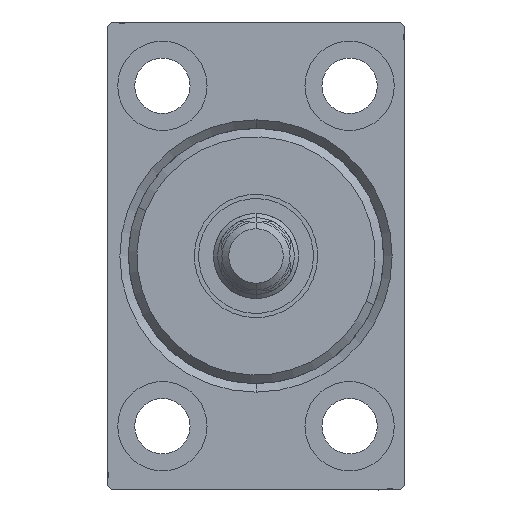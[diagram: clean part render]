
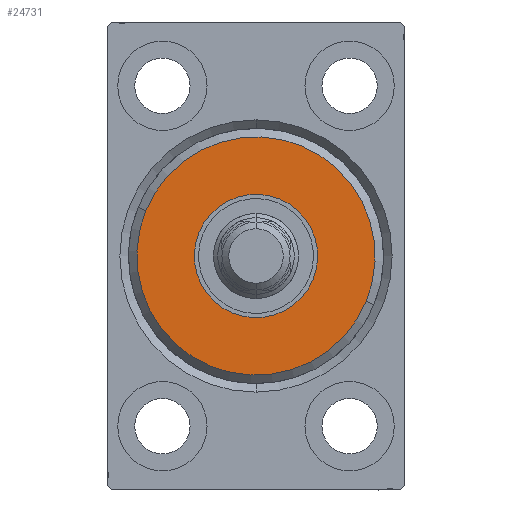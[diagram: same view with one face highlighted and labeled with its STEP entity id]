
A CAD part, left-side view. The second image highlights one B-rep face of the part: STEP entity #24731.
In plain terms, the highlighted face is planar.
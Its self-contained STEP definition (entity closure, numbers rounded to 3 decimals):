
#913 = DIRECTION ( 'NONE',  ( 1., 0., 0. ) ) ;
#920 = ORIENTED_EDGE ( 'NONE', *, *, #31460, .T. ) ;
#3861 = CARTESIAN_POINT ( 'NONE',  ( 3., 0., 0. ) ) ;
#4074 = CARTESIAN_POINT ( 'NONE',  ( 3., 0., 14. ) ) ;
#6444 = AXIS2_PLACEMENT_3D ( 'NONE', #24966, #913, #14618 ) ;
#8402 = DIRECTION ( 'NONE',  ( 1., 0., 0. ) ) ;
#9701 = ORIENTED_EDGE ( 'NONE', *, *, #33382, .F. ) ;
#11400 = DIRECTION ( 'NONE',  ( 1., 0., 0. ) ) ;
#13729 = EDGE_CURVE ( 'NONE', #33084, #30123, #15770, .T. ) ;
#14618 = DIRECTION ( 'NONE',  ( 0., 0., -1. ) ) ;
#14791 = EDGE_CURVE ( 'NONE', #34674, #20199, #37328, .T. ) ;
#15770 = CIRCLE ( 'NONE', #6444, 14. ) ;
#17558 = DIRECTION ( 'NONE',  ( 0., 0., -1. ) ) ;
#17585 = DIRECTION ( 'NONE',  ( 1., 0., 0. ) ) ;
#17812 = CARTESIAN_POINT ( 'NONE',  ( 3., 0., 0. ) ) ;
#18227 = FACE_OUTER_BOUND ( 'NONE', #33271, .T. ) ;
#20199 = VERTEX_POINT ( 'NONE', #22288 ) ;
#21342 = CARTESIAN_POINT ( 'NONE',  ( 3., 0., -14. ) ) ;
#22288 = CARTESIAN_POINT ( 'NONE',  ( 3., 0., 7.25 ) ) ;
#22900 = EDGE_LOOP ( 'NONE', ( #36491, #9701 ) ) ;
#24057 = CIRCLE ( 'NONE', #27626, 7.25 ) ;
#24731 = ADVANCED_FACE ( 'NONE', ( #18227, #41647 ), #31956, .T. ) ;
#24966 = CARTESIAN_POINT ( 'NONE',  ( 3., 0., 0. ) ) ;
#24968 = ORIENTED_EDGE ( 'NONE', *, *, #13729, .T. ) ;
#27626 = AXIS2_PLACEMENT_3D ( 'NONE', #17812, #17585, #27934 ) ;
#27934 = DIRECTION ( 'NONE',  ( 0., 0., -1. ) ) ;
#28125 = DIRECTION ( 'NONE',  ( 1., 0., 0. ) ) ;
#28268 = DIRECTION ( 'NONE',  ( 0., 0., -1. ) ) ;
#29319 = DIRECTION ( 'NONE',  ( 0., 0., -1. ) ) ;
#30123 = VERTEX_POINT ( 'NONE', #21342 ) ;
#31460 = EDGE_CURVE ( 'NONE', #30123, #33084, #36232, .T. ) ;
#31956 = PLANE ( 'NONE',  #39680 ) ;
#32324 = CARTESIAN_POINT ( 'NONE',  ( 3., 0., 0. ) ) ;
#33084 = VERTEX_POINT ( 'NONE', #4074 ) ;
#33271 = EDGE_LOOP ( 'NONE', ( #24968, #920 ) ) ;
#33382 = EDGE_CURVE ( 'NONE', #20199, #34674, #24057, .T. ) ;
#34674 = VERTEX_POINT ( 'NONE', #37107 ) ;
#36232 = CIRCLE ( 'NONE', #38373, 14. ) ;
#36285 = CARTESIAN_POINT ( 'NONE',  ( 3., 0., 0. ) ) ;
#36491 = ORIENTED_EDGE ( 'NONE', *, *, #14791, .F. ) ;
#37107 = CARTESIAN_POINT ( 'NONE',  ( 3., 0., -7.25 ) ) ;
#37328 = CIRCLE ( 'NONE', #38766, 7.25 ) ;
#38373 = AXIS2_PLACEMENT_3D ( 'NONE', #32324, #11400, #28268 ) ;
#38766 = AXIS2_PLACEMENT_3D ( 'NONE', #36285, #8402, #29319 ) ;
#39680 = AXIS2_PLACEMENT_3D ( 'NONE', #3861, #28125, #17558 ) ;
#41647 = FACE_BOUND ( 'NONE', #22900, .T. ) ;
